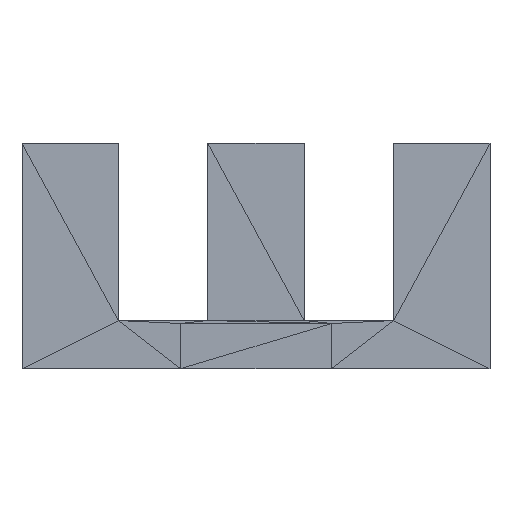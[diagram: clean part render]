
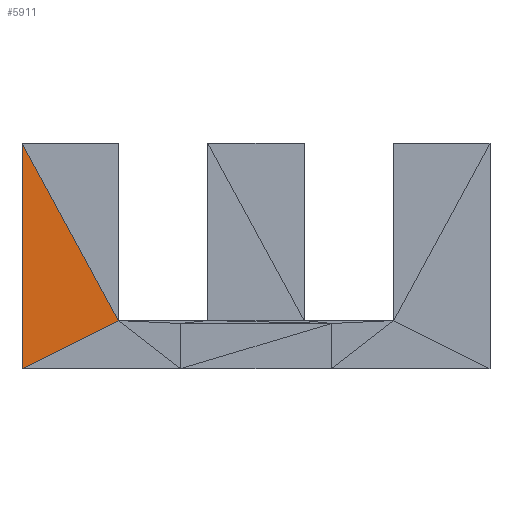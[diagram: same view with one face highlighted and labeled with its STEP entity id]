
A CAD part, left-side view. The second image highlights one B-rep face of the part: STEP entity #5911.
In plain terms, the highlighted planar face has unit normal (-1, 0, 0).
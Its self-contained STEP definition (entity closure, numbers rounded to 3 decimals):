
#4019 = VERTEX_POINT('',#4020);
#4020 = CARTESIAN_POINT('',(-11.05,9.15,3.2
    ));
#4531 = PLANE('',#4532);
#4532 = AXIS2_PLACEMENT_3D('',#4533,#4534,#4535);
#4533 = CARTESIAN_POINT('',(-11.05,9.15,3.2
    ));
#4534 = DIRECTION('',(1.,0.,0.));
#4535 = DIRECTION('',(0.,0.,1.));
#4941 = VERTEX_POINT('',#4942);
#4942 = CARTESIAN_POINT('',(-11.05,15.55,
    14.975));
#5887 = EDGE_CURVE('',#4941,#4019,#5888,.T.);
#5888 = SURFACE_CURVE('',#5889,(#5893,#5900),.PCURVE_S1.);
#5889 = LINE('',#5890,#5891);
#5890 = CARTESIAN_POINT('',(-11.05,15.55,
    14.975));
#5891 = VECTOR('',#5892,1.);
#5892 = DIRECTION('',(0.,-0.478,-0.879));
#5893 = PCURVE('',#4531,#5894);
#5894 = DEFINITIONAL_REPRESENTATION('',(#5895),#5899);
#5895 = LINE('',#5896,#5897);
#5896 = CARTESIAN_POINT('',(11.775,-6.4));
#5897 = VECTOR('',#5898,1.);
#5898 = DIRECTION('',(-0.879,0.478));
#5899 = ( GEOMETRIC_REPRESENTATION_CONTEXT(2) 
PARAMETRIC_REPRESENTATION_CONTEXT() REPRESENTATION_CONTEXT('2D SPACE',''
  ) );
#5900 = PCURVE('',#5901,#5906);
#5901 = PLANE('',#5902);
#5902 = AXIS2_PLACEMENT_3D('',#5903,#5904,#5905);
#5903 = CARTESIAN_POINT('',(-11.05,9.15,3.2
    ));
#5904 = DIRECTION('',(1.,0.,0.));
#5905 = DIRECTION('',(0.,0.,1.));
#5906 = DEFINITIONAL_REPRESENTATION('',(#5907),#5910);
#5907 = B_SPLINE_CURVE_WITH_KNOTS('',1,(#5908,#5909),.UNSPECIFIED.,.F.,
  .F.,(2,2),(0.,13.402),.PIECEWISE_BEZIER_KNOTS.);
#5908 = CARTESIAN_POINT('',(11.775,-6.4));
#5909 = CARTESIAN_POINT('',(0.,0.));
#5910 = ( GEOMETRIC_REPRESENTATION_CONTEXT(2) 
PARAMETRIC_REPRESENTATION_CONTEXT() REPRESENTATION_CONTEXT('2D SPACE',''
  ) );
#5911 = ADVANCED_FACE('',(#5912),#5901,.F.);
#5912 = FACE_BOUND('',#5913,.T.);
#5913 = EDGE_LOOP('',(#5914,#5915,#5942));
#5914 = ORIENTED_EDGE('',*,*,#5887,.F.);
#5915 = ORIENTED_EDGE('',*,*,#5916,.T.);
#5916 = EDGE_CURVE('',#4941,#5917,#5919,.T.);
#5917 = VERTEX_POINT('',#5918);
#5918 = CARTESIAN_POINT('',(-11.05,15.55,0.));
#5919 = SURFACE_CURVE('',#5920,(#5924,#5931),.PCURVE_S1.);
#5920 = LINE('',#5921,#5922);
#5921 = CARTESIAN_POINT('',(-11.05,15.55,
    14.975));
#5922 = VECTOR('',#5923,1.);
#5923 = DIRECTION('',(0.,0.,-1.));
#5924 = PCURVE('',#5901,#5925);
#5925 = DEFINITIONAL_REPRESENTATION('',(#5926),#5930);
#5926 = LINE('',#5927,#5928);
#5927 = CARTESIAN_POINT('',(11.775,-6.4));
#5928 = VECTOR('',#5929,1.);
#5929 = DIRECTION('',(-1.,0.));
#5930 = ( GEOMETRIC_REPRESENTATION_CONTEXT(2) 
PARAMETRIC_REPRESENTATION_CONTEXT() REPRESENTATION_CONTEXT('2D SPACE',''
  ) );
#5931 = PCURVE('',#5932,#5937);
#5932 = PLANE('',#5933);
#5933 = AXIS2_PLACEMENT_3D('',#5934,#5935,#5936);
#5934 = CARTESIAN_POINT('',(-11.05,15.55,0.));
#5935 = DIRECTION('',(0.,-1.,0.));
#5936 = DIRECTION('',(0.,0.,-1.));
#5937 = DEFINITIONAL_REPRESENTATION('',(#5938),#5941);
#5938 = B_SPLINE_CURVE_WITH_KNOTS('',1,(#5939,#5940),.UNSPECIFIED.,.F.,
  .F.,(2,2),(0.,14.975),.PIECEWISE_BEZIER_KNOTS.);
#5939 = CARTESIAN_POINT('',(-14.975,0.));
#5940 = CARTESIAN_POINT('',(0.,0.));
#5941 = ( GEOMETRIC_REPRESENTATION_CONTEXT(2) 
PARAMETRIC_REPRESENTATION_CONTEXT() REPRESENTATION_CONTEXT('2D SPACE',''
  ) );
#5942 = ORIENTED_EDGE('',*,*,#5943,.T.);
#5943 = EDGE_CURVE('',#5917,#4019,#5944,.T.);
#5944 = SURFACE_CURVE('',#5945,(#5949,#5956),.PCURVE_S1.);
#5945 = LINE('',#5946,#5947);
#5946 = CARTESIAN_POINT('',(-11.05,15.55,0.));
#5947 = VECTOR('',#5948,1.);
#5948 = DIRECTION('',(0.,-0.894,0.447));
#5949 = PCURVE('',#5901,#5950);
#5950 = DEFINITIONAL_REPRESENTATION('',(#5951),#5955);
#5951 = LINE('',#5952,#5953);
#5952 = CARTESIAN_POINT('',(-3.2,-6.4));
#5953 = VECTOR('',#5954,1.);
#5954 = DIRECTION('',(0.447,0.894));
#5955 = ( GEOMETRIC_REPRESENTATION_CONTEXT(2) 
PARAMETRIC_REPRESENTATION_CONTEXT() REPRESENTATION_CONTEXT('2D SPACE',''
  ) );
#5956 = PCURVE('',#5957,#5962);
#5957 = PLANE('',#5958);
#5958 = AXIS2_PLACEMENT_3D('',#5959,#5960,#5961);
#5959 = CARTESIAN_POINT('',(-11.05,9.15,3.2
    ));
#5960 = DIRECTION('',(1.,0.,0.));
#5961 = DIRECTION('',(0.,0.,1.));
#5962 = DEFINITIONAL_REPRESENTATION('',(#5963),#5966);
#5963 = B_SPLINE_CURVE_WITH_KNOTS('',1,(#5964,#5965),.UNSPECIFIED.,.F.,
  .F.,(2,2),(0.,7.155),.PIECEWISE_BEZIER_KNOTS.);
#5964 = CARTESIAN_POINT('',(-3.2,-6.4));
#5965 = CARTESIAN_POINT('',(0.,0.));
#5966 = ( GEOMETRIC_REPRESENTATION_CONTEXT(2) 
PARAMETRIC_REPRESENTATION_CONTEXT() REPRESENTATION_CONTEXT('2D SPACE',''
  ) );
